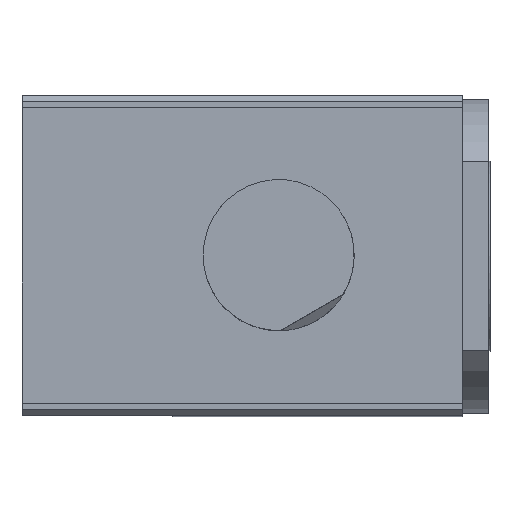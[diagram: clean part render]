
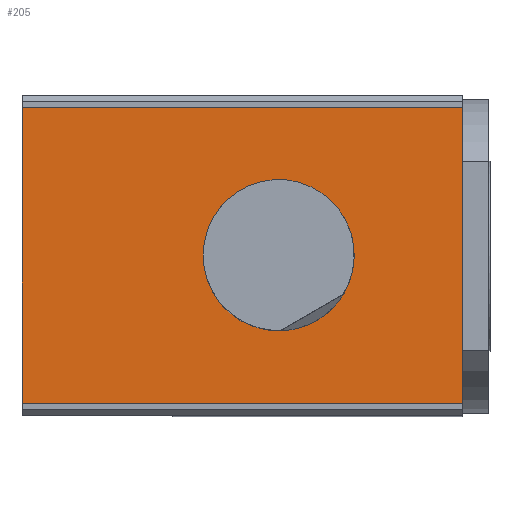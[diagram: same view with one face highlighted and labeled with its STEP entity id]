
A CAD part, top view. The second image highlights one B-rep face of the part: STEP entity #205.
In plain terms, the highlighted planar face has unit normal (0, 0, 1).
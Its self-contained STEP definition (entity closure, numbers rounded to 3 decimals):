
#78=LINE('',#1004,#141);
#79=LINE('',#1007,#142);
#80=LINE('',#1009,#143);
#81=LINE('',#1011,#144);
#141=VECTOR('',#809,1.);
#142=VECTOR('',#810,1.);
#143=VECTOR('',#811,1.);
#144=VECTOR('',#812,1.);
#205=ADVANCED_FACE('',(#272,#273),#244,.F.);
#244=PLANE('',#729);
#272=FACE_BOUND('',#292,.T.);
#273=FACE_BOUND('',#293,.T.);
#292=EDGE_LOOP('',(#346));
#293=EDGE_LOOP('',(#347,#348,#349,#350));
#346=ORIENTED_EDGE('',*,*,#583,.T.);
#347=ORIENTED_EDGE('',*,*,#584,.T.);
#348=ORIENTED_EDGE('',*,*,#585,.T.);
#349=ORIENTED_EDGE('',*,*,#586,.F.);
#350=ORIENTED_EDGE('',*,*,#587,.F.);
#522=VERTEX_POINT('',#1003);
#523=VERTEX_POINT('',#1005);
#524=VERTEX_POINT('',#1006);
#525=VERTEX_POINT('',#1008);
#526=VERTEX_POINT('',#1010);
#583=EDGE_CURVE('',#522,#522,#671,.T.);
#584=EDGE_CURVE('',#523,#524,#78,.T.);
#585=EDGE_CURVE('',#524,#525,#79,.T.);
#586=EDGE_CURVE('',#526,#525,#80,.T.);
#587=EDGE_CURVE('',#523,#526,#81,.T.);
#671=CIRCLE('',#728,25.);
#728=AXIS2_PLACEMENT_3D('',#1002,#807,#808);
#729=AXIS2_PLACEMENT_3D('',#1012,#813,#814);
#807=DIRECTION('',(0.,0.,-1.));
#808=DIRECTION('',(-1.,0.,0.));
#809=DIRECTION('',(-1.,0.,0.));
#810=DIRECTION('',(0.,-1.,0.));
#811=DIRECTION('',(-1.,0.,0.));
#812=DIRECTION('',(0.,-1.,0.));
#813=DIRECTION('',(0.,0.,-1.));
#814=DIRECTION('',(-1.,0.,0.));
#1002=CARTESIAN_POINT('',(0.,0.,0.));
#1003=CARTESIAN_POINT('',(-25.,0.,0.));
#1004=CARTESIAN_POINT('',(60.75,49.,0.));
#1005=CARTESIAN_POINT('',(60.75,49.,0.));
#1006=CARTESIAN_POINT('',(-85.,49.,0.));
#1007=CARTESIAN_POINT('',(-85.,49.,0.));
#1008=CARTESIAN_POINT('',(-85.,-49.,0.));
#1009=CARTESIAN_POINT('',(60.75,-49.,0.));
#1010=CARTESIAN_POINT('',(60.75,-49.,0.));
#1011=CARTESIAN_POINT('',(60.75,49.,0.));
#1012=CARTESIAN_POINT('',(60.75,49.,0.));
